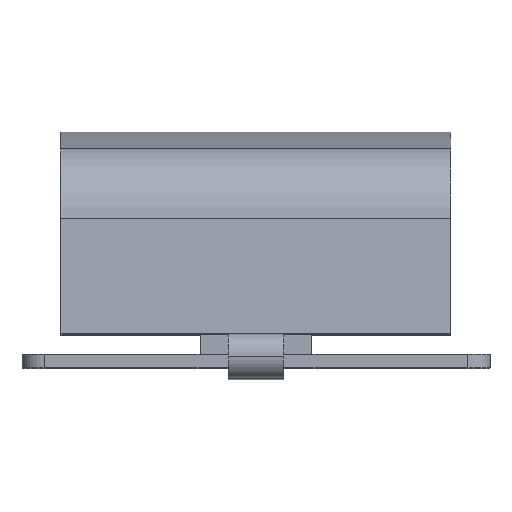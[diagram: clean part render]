
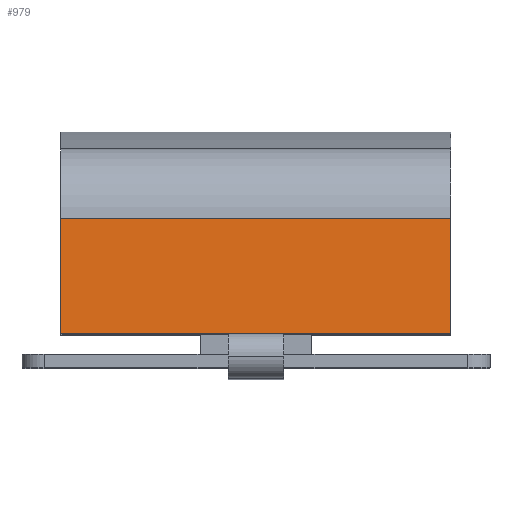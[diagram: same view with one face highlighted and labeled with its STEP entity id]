
A CAD part, top view. The second image highlights one B-rep face of the part: STEP entity #979.
In plain terms, the highlighted planar face has unit normal (0, 0.069, 0.998).
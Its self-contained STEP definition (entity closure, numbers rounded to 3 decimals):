
#90 = EDGE_LOOP ( 'NONE', ( #302, #2775, #1942, #1206 ) ) ;
#302 = ORIENTED_EDGE ( 'NONE', *, *, #1839, .T. ) ;
#379 = CARTESIAN_POINT ( 'NONE',  ( -17.5, 4.417, 37.998 ) ) ;
#516 = LINE ( 'NONE', #2023, #1698 ) ;
#785 = EDGE_CURVE ( 'NONE', #2149, #2951, #2614, .T. ) ;
#841 = DIRECTION ( 'NONE',  ( -1., 0., 0. ) ) ;
#979 = ADVANCED_FACE ( 'NONE', ( #2732 ), #2870, .F. ) ;
#985 = EDGE_CURVE ( 'NONE', #2149, #1740, #2060, .T. ) ;
#1049 = DIRECTION ( 'NONE',  ( 0., -0.998, 0.069 ) ) ;
#1059 = CARTESIAN_POINT ( 'NONE',  ( 17.5, 4.417, 37.998 ) ) ;
#1206 = ORIENTED_EDGE ( 'NONE', *, *, #785, .T. ) ;
#1281 = DIRECTION ( 'NONE',  ( 0., -0.069, -0.998 ) ) ;
#1295 = CARTESIAN_POINT ( 'NONE',  ( 17.5, 14.779, 37.278 ) ) ;
#1333 = VERTEX_POINT ( 'NONE', #379 ) ;
#1344 = CARTESIAN_POINT ( 'NONE',  ( 17.5, 14.779, 37.278 ) ) ;
#1345 = CARTESIAN_POINT ( 'NONE',  ( 17.5, 4.417, 37.998 ) ) ;
#1431 = EDGE_CURVE ( 'NONE', #1740, #1333, #2730, .T. ) ;
#1698 = VECTOR ( 'NONE', #2480, 1000. ) ;
#1740 = VERTEX_POINT ( 'NONE', #1059 ) ;
#1839 = EDGE_CURVE ( 'NONE', #2951, #1333, #516, .T. ) ;
#1942 = ORIENTED_EDGE ( 'NONE', *, *, #985, .F. ) ;
#1981 = DIRECTION ( 'NONE',  ( 0., 0.998, -0.069 ) ) ;
#2023 = CARTESIAN_POINT ( 'NONE',  ( -17.5, 14.779, 37.278 ) ) ;
#2058 = VECTOR ( 'NONE', #2714, 1000. ) ;
#2060 = LINE ( 'NONE', #2206, #2652 ) ;
#2149 = VERTEX_POINT ( 'NONE', #1344 ) ;
#2187 = CARTESIAN_POINT ( 'NONE',  ( 17.5, 14.779, 37.278 ) ) ;
#2206 = CARTESIAN_POINT ( 'NONE',  ( 17.5, 14.779, 37.278 ) ) ;
#2281 = CARTESIAN_POINT ( 'NONE',  ( -17.5, 14.779, 37.278 ) ) ;
#2480 = DIRECTION ( 'NONE',  ( 0., -0.998, 0.069 ) ) ;
#2614 = LINE ( 'NONE', #1295, #2696 ) ;
#2652 = VECTOR ( 'NONE', #1049, 1000. ) ;
#2696 = VECTOR ( 'NONE', #841, 1000. ) ;
#2714 = DIRECTION ( 'NONE',  ( -1., 0., 0. ) ) ;
#2730 = LINE ( 'NONE', #1345, #2058 ) ;
#2732 = FACE_OUTER_BOUND ( 'NONE', #90, .T. ) ;
#2740 = AXIS2_PLACEMENT_3D ( 'NONE', #2187, #1281, #1981 ) ;
#2775 = ORIENTED_EDGE ( 'NONE', *, *, #1431, .F. ) ;
#2870 = PLANE ( 'NONE',  #2740 ) ;
#2951 = VERTEX_POINT ( 'NONE', #2281 ) ;
